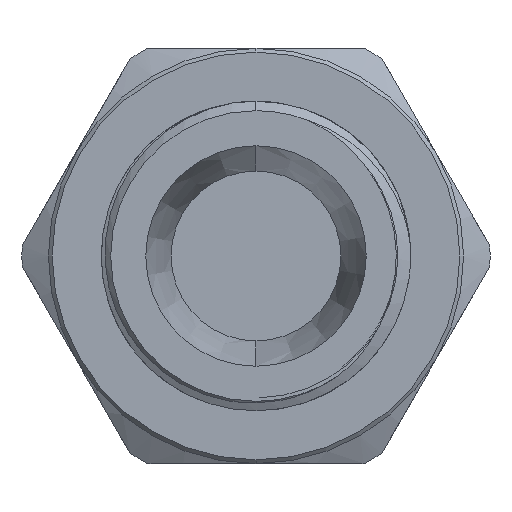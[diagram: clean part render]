
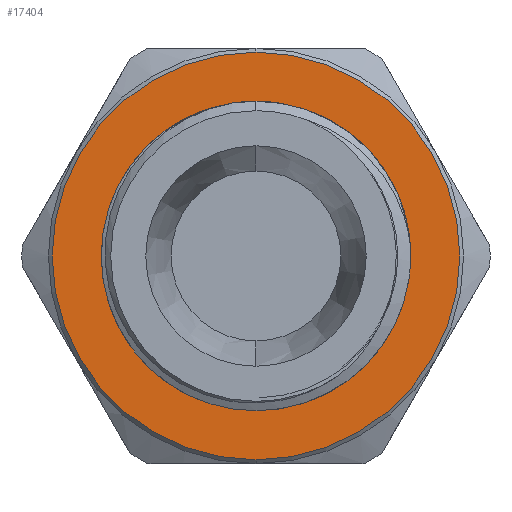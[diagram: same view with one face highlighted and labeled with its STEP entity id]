
A CAD part, left-side view. The second image highlights one B-rep face of the part: STEP entity #17404.
In plain terms, the highlighted planar face has unit normal (-1, 0, 0).
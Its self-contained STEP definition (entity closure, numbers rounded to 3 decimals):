
#1014 = DIRECTION ( 'NONE',  ( -1., 0., 0. ) ) ;
#2078 = ORIENTED_EDGE ( 'NONE', *, *, #4471, .T. ) ;
#2647 = CIRCLE ( 'NONE', #12343, 10.8 ) ;
#2825 = CARTESIAN_POINT ( 'NONE',  ( 12., 0., -10.8 ) ) ;
#3003 = ORIENTED_EDGE ( 'NONE', *, *, #13446, .T. ) ;
#3328 = CARTESIAN_POINT ( 'NONE',  ( 12., 11., 0. ) ) ;
#3802 = EDGE_LOOP ( 'NONE', ( #17297, #3003 ) ) ;
#4471 = EDGE_CURVE ( 'NONE', #12717, #16669, #15848, .T. ) ;
#5802 = CARTESIAN_POINT ( 'NONE',  ( 12., 0., 0. ) ) ;
#5880 = DIRECTION ( 'NONE',  ( 1., 0., 0. ) ) ;
#6679 = DIRECTION ( 'NONE',  ( 0., 0., -1. ) ) ;
#7113 = AXIS2_PLACEMENT_3D ( 'NONE', #8923, #15155, #11920 ) ;
#8391 = FACE_BOUND ( 'NONE', #12797, .T. ) ;
#8864 = ORIENTED_EDGE ( 'NONE', *, *, #15950, .T. ) ;
#8923 = CARTESIAN_POINT ( 'NONE',  ( 12., 0., 0. ) ) ;
#9138 = DIRECTION ( 'NONE',  ( 0., 0., -1. ) ) ;
#9285 = CARTESIAN_POINT ( 'NONE',  ( 12., 0., 0. ) ) ;
#9940 = CARTESIAN_POINT ( 'NONE',  ( 12., 0., 7.1 ) ) ;
#10655 = DIRECTION ( 'NONE',  ( 0., 0., -1. ) ) ;
#11391 = CARTESIAN_POINT ( 'NONE',  ( 12., 0., -7.1 ) ) ;
#11920 = DIRECTION ( 'NONE',  ( 0., 0., -1. ) ) ;
#12343 = AXIS2_PLACEMENT_3D ( 'NONE', #9285, #15450, #10655 ) ;
#12717 = VERTEX_POINT ( 'NONE', #9940 ) ;
#12771 = AXIS2_PLACEMENT_3D ( 'NONE', #5802, #5880, #9138 ) ;
#12797 = EDGE_LOOP ( 'NONE', ( #8864, #2078 ) ) ;
#12907 = EDGE_CURVE ( 'NONE', #17352, #13854, #19946, .T. ) ;
#13426 = AXIS2_PLACEMENT_3D ( 'NONE', #18684, #1014, #18761 ) ;
#13446 = EDGE_CURVE ( 'NONE', #13854, #17352, #2647, .T. ) ;
#13854 = VERTEX_POINT ( 'NONE', #18614 ) ;
#14567 = AXIS2_PLACEMENT_3D ( 'NONE', #3328, #14601, #6679 ) ;
#14601 = DIRECTION ( 'NONE',  ( 1., 0., 0. ) ) ;
#15155 = DIRECTION ( 'NONE',  ( 1., 0., 0. ) ) ;
#15450 = DIRECTION ( 'NONE',  ( -1., 0., 0. ) ) ;
#15819 = PLANE ( 'NONE',  #14567 ) ;
#15848 = CIRCLE ( 'NONE', #12771, 7.1 ) ;
#15950 = EDGE_CURVE ( 'NONE', #16669, #12717, #16792, .T. ) ;
#15990 = FACE_OUTER_BOUND ( 'NONE', #3802, .T. ) ;
#16669 = VERTEX_POINT ( 'NONE', #11391 ) ;
#16792 = CIRCLE ( 'NONE', #7113, 7.1 ) ;
#17297 = ORIENTED_EDGE ( 'NONE', *, *, #12907, .T. ) ;
#17352 = VERTEX_POINT ( 'NONE', #2825 ) ;
#17404 = ADVANCED_FACE ( 'NONE', ( #15990, #8391 ), #15819, .F. ) ;
#18614 = CARTESIAN_POINT ( 'NONE',  ( 12., 0., 10.8 ) ) ;
#18684 = CARTESIAN_POINT ( 'NONE',  ( 12., 0., 0. ) ) ;
#18761 = DIRECTION ( 'NONE',  ( 0., 0., -1. ) ) ;
#19946 = CIRCLE ( 'NONE', #13426, 10.8 ) ;
